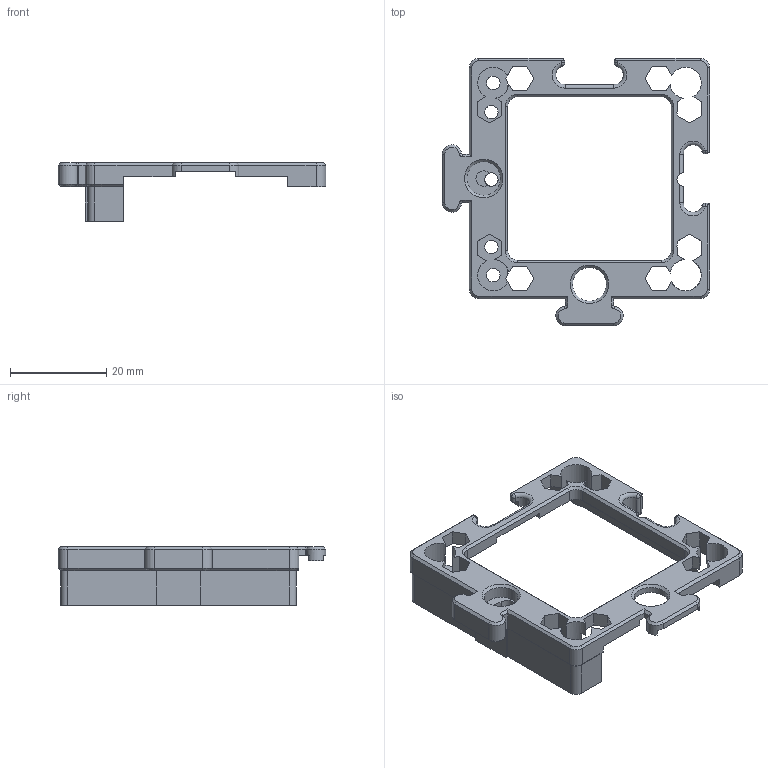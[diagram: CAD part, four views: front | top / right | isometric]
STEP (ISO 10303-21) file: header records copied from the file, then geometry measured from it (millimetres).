
FILE_DESCRIPTION(/* description */ (''),/* implementation_level */ '2;1');
FILE_NAME(/* name */ '20_Cube_Insert_Beamsplittercube_motorized_base_slide.ipt.step',/* time_stamp */ '2022-11-29T07:57:16+01:00',/* author */ ('diederichbenedict'),/* organization */ (''),/* preprocessor_version */ 'ST-DEVELOPER v18.1',/* originating_system */ 'Autodesk Inventor 2022',/* authorisation */ '');
FILE_SCHEMA (('AUTOMOTIVE_DESIGN { 1 0 10303 214 3 1 1 }'));
Length unit declared in the file: millimetre
Products named in the file (1): 20_Cube_Insert_Beamsplittercube_motorized_base
Bounding box: 55.6 x 55.6 x 12.22 mm (x, y, z)
Volume: 6038.7 mm3; surface area: 5684.8 mm2
Topology: 1 solids, 1 shells, 240 faces, 654 edges, 412 vertices
Faces by surface type: plane 145, cylinder 58, cone 29, sphere 4, torus 4
Full cylindrical faces by diameter (mm): 2.8 x5, 7 x2
Entity records: 7784 total; most frequent: CARTESIAN_POINT 1337, ORIENTED_EDGE 1308, DIRECTION 1299, EDGE_CURVE 654, LINE 479, VECTOR 479, VERTEX_POINT 412, AXIS2_PLACEMENT_3D 410
